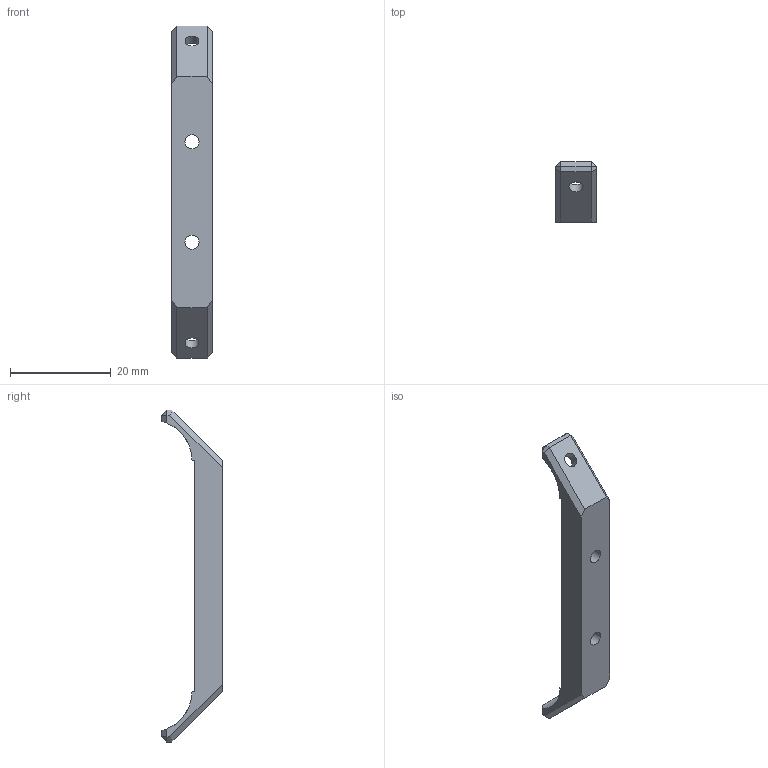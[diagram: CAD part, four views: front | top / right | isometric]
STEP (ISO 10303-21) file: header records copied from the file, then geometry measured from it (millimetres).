
FILE_DESCRIPTION(('FreeCAD Model'),'2;1');
FILE_NAME('Open CASCADE Shape Model','2023-04-16T10:32:41',('Author'),( ''),'Open CASCADE STEP processor 7.5','FreeCAD','Unknown');
FILE_SCHEMA(('AUTOMOTIVE_DESIGN { 1 0 10303 214 1 1 1 1 }'));
Length unit declared in the file: millimetre
Products named in the file (1): lcd.stand.clamp.R
Bounding box: 8 x 12 x 66 mm (x, y, z)
Volume: 2459.1 mm3; surface area: 1878.8 mm2
Topology: 1 solids, 1 shells, 36 faces, 86 edges, 52 vertices
Faces by surface type: plane 30, cylinder 6
Full cylindrical faces by diameter (mm): 2.8 x4
Entity records: 2529 total; most frequent: CARTESIAN_POINT 775, DIRECTION 315, LINE 208, VECTOR 208, ORIENTED_EDGE 172, PCURVE 172, DEFINITIONAL_REPRESENTATION 172, EDGE_CURVE 86
